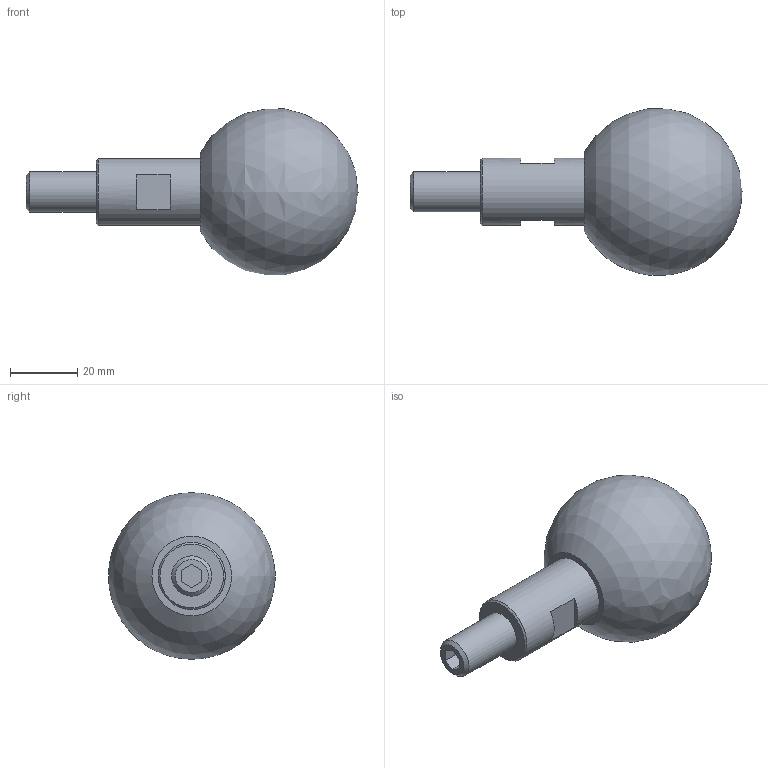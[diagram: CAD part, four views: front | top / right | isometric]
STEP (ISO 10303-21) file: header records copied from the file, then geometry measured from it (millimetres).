
FILE_DESCRIPTION( ( 'STEP AP214' ), '1' );
FILE_NAME( 'K0726.121.stp', '2020-12-09T14:32:17', ( '' ), ( '' ), ' ', 'PARTsolutions', ' ' );
FILE_SCHEMA( ( 'AUTOMOTIVE_DESIGN { 1 0 10303 214 1 1 1 1 }' ) );
Length unit declared in the file: millimetre
Products named in the file (1): _K0726.121
Bounding box: 99 x 49.82 x 49.6 mm (x, y, z)
Volume: 76455.9 mm3; surface area: 10677.6 mm2
Topology: 1 solids, 1 shells, 21 faces, 44 edges, 29 vertices
Faces by surface type: plane 16, cylinder 2, cone 2, sphere 1
Full cylindrical faces by diameter (mm): 12 x1, 20 x1
Entity records: 706 total; most frequent: DIRECTION 92, CARTESIAN_POINT 87, ORIENTED_EDGE 74, EDGE_CURVE 37, AXIS2_PLACEMENT_3D 33, EDGE_LOOP 30, VERTEX_POINT 28, LINE 26
